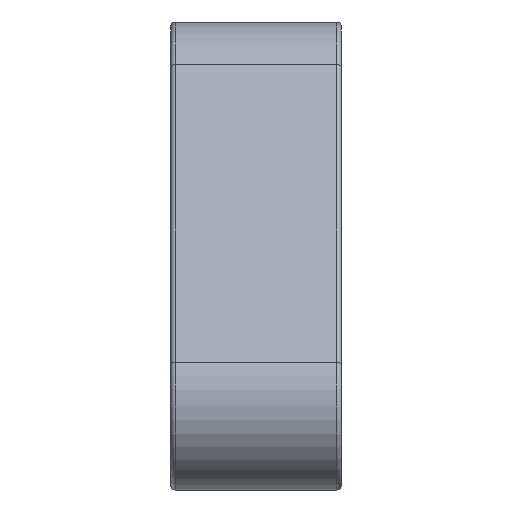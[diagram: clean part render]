
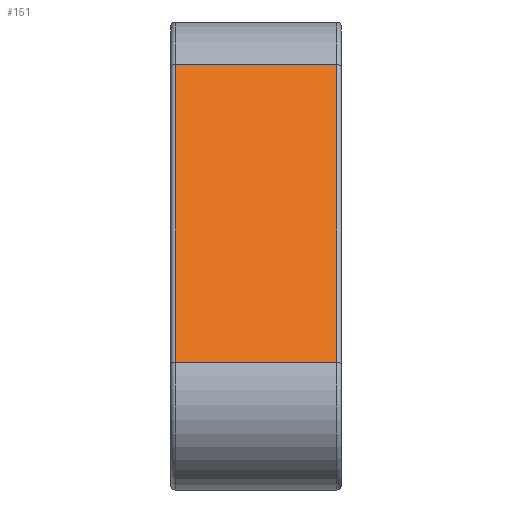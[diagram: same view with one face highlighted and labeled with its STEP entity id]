
A CAD part, front view. The second image highlights one B-rep face of the part: STEP entity #151.
In plain terms, the highlighted planar face has unit normal (0, -0.866, 0.5).
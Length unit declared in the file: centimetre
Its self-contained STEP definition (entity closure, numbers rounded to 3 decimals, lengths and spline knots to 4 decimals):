
#15 = LINE ( 'NONE', #4253, #1638 ) ;
#80 = DIRECTION ( 'NONE',  ( -1., 0., 0. ) ) ;
#151 = ADVANCED_FACE ( 'NONE', ( #4162 ), #3016, .F. ) ;
#244 = CARTESIAN_POINT ( 'NONE',  ( 2., -0.7217, -0.25 ) ) ;
#332 = VERTEX_POINT ( 'NONE', #1044 ) ;
#389 = LINE ( 'NONE', #4237, #498 ) ;
#412 = EDGE_CURVE ( 'NONE', #332, #3577, #2902, .T. ) ;
#498 = VECTOR ( 'NONE', #1248, 100. ) ;
#686 = CARTESIAN_POINT ( 'NONE',  ( 0.05, -2.7424, -3.75 ) ) ;
#984 = DIRECTION ( 'NONE',  ( 0., 0.866, -0.5 ) ) ;
#994 = CARTESIAN_POINT ( 'NONE',  ( 1.95, -0.7217, -0.25 ) ) ;
#1044 = CARTESIAN_POINT ( 'NONE',  ( 1.95, -2.7424, -3.75 ) ) ;
#1096 = VECTOR ( 'NONE', #80, 100. ) ;
#1248 = DIRECTION ( 'NONE',  ( 0., -0.5, -0.866 ) ) ;
#1350 = ORIENTED_EDGE ( 'NONE', *, *, #412, .F. ) ;
#1522 = CARTESIAN_POINT ( 'NONE',  ( 1.95, -0.7217, -0.25 ) ) ;
#1622 = AXIS2_PLACEMENT_3D ( 'NONE', #244, #984, #4313 ) ;
#1638 = VECTOR ( 'NONE', #2958, 100. ) ;
#1861 = VERTEX_POINT ( 'NONE', #4124 ) ;
#2152 = EDGE_LOOP ( 'NONE', ( #3441, #2714, #1350, #2221 ) ) ;
#2221 = ORIENTED_EDGE ( 'NONE', *, *, #3229, .T. ) ;
#2556 = VECTOR ( 'NONE', #3838, 100. ) ;
#2714 = ORIENTED_EDGE ( 'NONE', *, *, #3754, .T. ) ;
#2749 = VERTEX_POINT ( 'NONE', #994 ) ;
#2902 = LINE ( 'NONE', #3116, #1096 ) ;
#2958 = DIRECTION ( 'NONE',  ( -1., 0., 0. ) ) ;
#3016 = PLANE ( 'NONE',  #1622 ) ;
#3116 = CARTESIAN_POINT ( 'NONE',  ( 2., -2.7424, -3.75 ) ) ;
#3229 = EDGE_CURVE ( 'NONE', #332, #2749, #3251, .T. ) ;
#3251 = LINE ( 'NONE', #1522, #2556 ) ;
#3271 = EDGE_CURVE ( 'NONE', #2749, #1861, #15, .T. ) ;
#3441 = ORIENTED_EDGE ( 'NONE', *, *, #3271, .T. ) ;
#3577 = VERTEX_POINT ( 'NONE', #686 ) ;
#3754 = EDGE_CURVE ( 'NONE', #1861, #3577, #389, .T. ) ;
#3838 = DIRECTION ( 'NONE',  ( 0., 0.5, 0.866 ) ) ;
#4124 = CARTESIAN_POINT ( 'NONE',  ( 0.05, -0.7217, -0.25 ) ) ;
#4162 = FACE_OUTER_BOUND ( 'NONE', #2152, .T. ) ;
#4237 = CARTESIAN_POINT ( 'NONE',  ( 0.05, -0.7217, -0.25 ) ) ;
#4253 = CARTESIAN_POINT ( 'NONE',  ( 2., -0.7217, -0.25 ) ) ;
#4313 = DIRECTION ( 'NONE',  ( 0., 0.5, 0.866 ) ) ;
